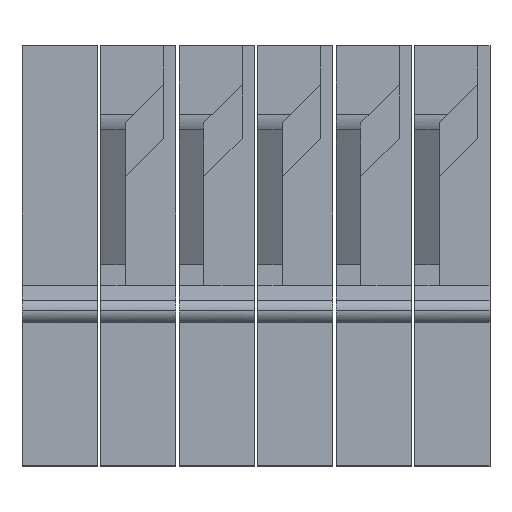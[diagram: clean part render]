
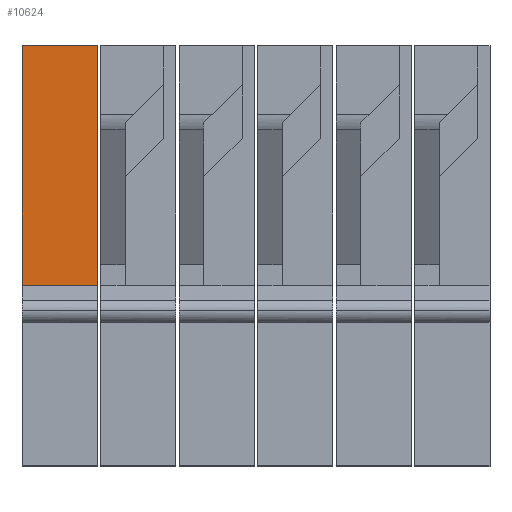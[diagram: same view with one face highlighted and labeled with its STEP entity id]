
A CAD part, top view. The second image highlights one B-rep face of the part: STEP entity #10624.
In plain terms, the highlighted planar face has unit normal (0, 0, 1).
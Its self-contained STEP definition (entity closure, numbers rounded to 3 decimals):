
#9571=CARTESIAN_POINT('',(0.,5.85,-2.65));
#9572=VERTEX_POINT('',#9571);
#9580=CARTESIAN_POINT('',(0.,13.6,-2.65));
#9581=VERTEX_POINT('',#9580);
#9582=CARTESIAN_POINT('',(0.,5.85,-2.65));
#9583=CARTESIAN_POINT('',(0.,8.433,-2.65));
#9584=CARTESIAN_POINT('',(0.,11.017,-2.65));
#9585=CARTESIAN_POINT('',(0.,13.6,-2.65));
#9586=B_SPLINE_CURVE_WITH_KNOTS('',3,(#9582,#9583,#9584,#9585),.UNSPECIFIED.,.F.,.F.,(4,4),(0.,7.75),.UNSPECIFIED.);
#9587=EDGE_CURVE('',#9572,#9581,#9586,.T.);
#10578=CARTESIAN_POINT('',(2.44,13.6,-2.65));
#10579=VERTEX_POINT('',#10578);
#10589=CARTESIAN_POINT('',(2.44,13.6,-2.65));
#10590=CARTESIAN_POINT('',(1.627,13.6,-2.65));
#10591=CARTESIAN_POINT('',(0.813,13.6,-2.65));
#10592=CARTESIAN_POINT('',(0.,13.6,-2.65));
#10593=B_SPLINE_CURVE_WITH_KNOTS('',3,(#10589,#10590,#10591,#10592),.UNSPECIFIED.,.F.,.F.,(4,4),(0.,2.44),.UNSPECIFIED.);
#10594=EDGE_CURVE('',#10579,#9581,#10593,.T.);
#10599=CARTESIAN_POINT('',(17.78,0.,-2.65));
#10600=DIRECTION('',(0.,0.,1.));
#10601=DIRECTION('',(1.,0.,0.));
#10602=AXIS2_PLACEMENT_3D('',#10599,#10600,#10601);
#10603=PLANE('',#10602);
#10604=CARTESIAN_POINT('',(2.44,5.85,-2.65));
#10605=VERTEX_POINT('',#10604);
#10606=CARTESIAN_POINT('',(2.44,13.6,-2.65));
#10607=CARTESIAN_POINT('',(2.44,11.017,-2.65));
#10608=CARTESIAN_POINT('',(2.44,8.433,-2.65));
#10609=CARTESIAN_POINT('',(2.44,5.85,-2.65));
#10610=B_SPLINE_CURVE_WITH_KNOTS('',3,(#10606,#10607,#10608,#10609),.UNSPECIFIED.,.F.,.F.,(4,4),(0.,7.75),.UNSPECIFIED.);
#10611=EDGE_CURVE('',#10579,#10605,#10610,.T.);
#10612=ORIENTED_EDGE('',*,*,#10611,.F.);
#10613=ORIENTED_EDGE('',*,*,#10594,.T.);
#10614=ORIENTED_EDGE('',*,*,#9587,.F.);
#10615=CARTESIAN_POINT('',(2.44,5.85,-2.65));
#10616=CARTESIAN_POINT('',(1.627,5.85,-2.65));
#10617=CARTESIAN_POINT('',(0.813,5.85,-2.65));
#10618=CARTESIAN_POINT('',(0.,5.85,-2.65));
#10619=B_SPLINE_CURVE_WITH_KNOTS('',3,(#10615,#10616,#10617,#10618),.UNSPECIFIED.,.F.,.F.,(4,4),(0.,2.44),.UNSPECIFIED.);
#10620=EDGE_CURVE('',#10605,#9572,#10619,.T.);
#10621=ORIENTED_EDGE('',*,*,#10620,.F.);
#10622=EDGE_LOOP('',(#10612,#10613,#10614,#10621));
#10623=FACE_BOUND('',#10622,.T.);
#10624=ADVANCED_FACE('',(#10623),#10603,.T.);
